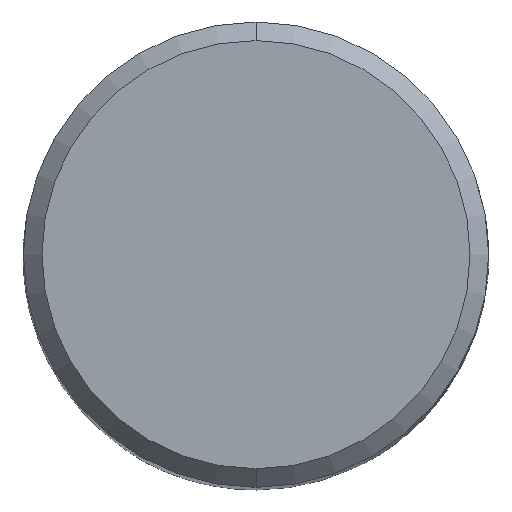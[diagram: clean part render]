
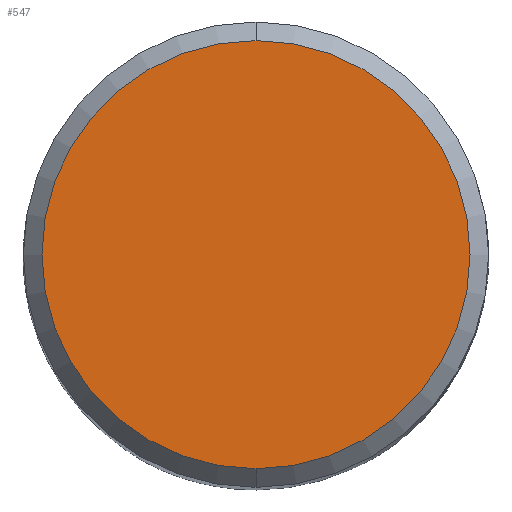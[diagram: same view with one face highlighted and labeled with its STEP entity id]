
A CAD part, top view. The second image highlights one B-rep face of the part: STEP entity #547.
In plain terms, the highlighted planar face has unit normal (0, 0, 1).
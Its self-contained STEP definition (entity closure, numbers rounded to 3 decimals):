
#471=VERTEX_POINT('',#1366);
#547=ADVANCED_FACE('',(#1453),#1454,.T.);
#601=EDGE_CURVE('',#687,#471,#1512,.T.);
#687=VERTEX_POINT('',#1606);
#965=EDGE_CURVE('',#471,#687,#1911,.T.);
#1366=CARTESIAN_POINT('',(0.,-11.5,0.0));
#1453=FACE_OUTER_BOUND('',#2598,.T.);
#1454=PLANE('',#2599);
#1512=CIRCLE('',#2760,11.5);
#1606=CARTESIAN_POINT('',(0.0,11.5,0.0));
#1911=CIRCLE('',#3974,11.5);
#2598=EDGE_LOOP('',(#5200,#5201));
#2599=AXIS2_PLACEMENT_3D('',#5202,#5203,#5204);
#2760=AXIS2_PLACEMENT_3D('',#5234,#5235,#5236);
#3974=AXIS2_PLACEMENT_3D('',#5629,#5630,#5631);
#5200=ORIENTED_EDGE('',*,*,#601,.F.);
#5201=ORIENTED_EDGE('',*,*,#965,.F.);
#5202=CARTESIAN_POINT('',(0.0,5.75,0.0));
#5203=DIRECTION('',(-0.0,0.0,1.0));
#5204=DIRECTION('',(0.0,-1.0,0.0));
#5234=CARTESIAN_POINT('',(0.0,0.0,0.0));
#5235=DIRECTION('',(0.0,0.0,-1.0));
#5236=DIRECTION('',(0.0,1.0,0.0));
#5629=CARTESIAN_POINT('',(0.0,0.0,0.0));
#5630=DIRECTION('',(0.0,0.0,-1.0));
#5631=DIRECTION('',(0.0,1.0,0.0));
